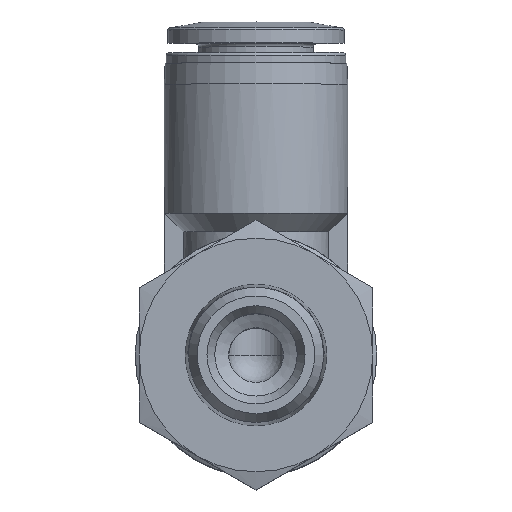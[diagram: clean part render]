
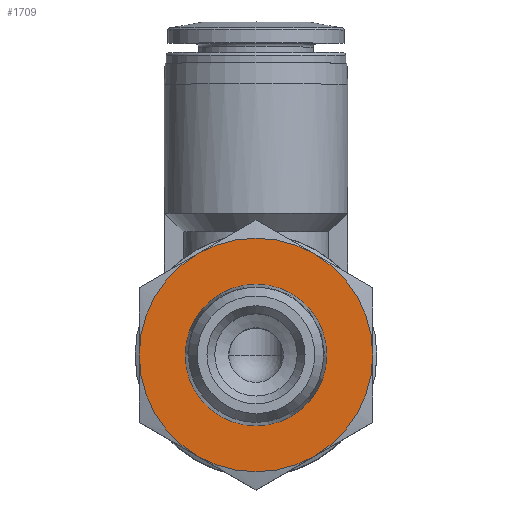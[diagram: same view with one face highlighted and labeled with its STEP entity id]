
A CAD part, top view. The second image highlights one B-rep face of the part: STEP entity #1709.
In plain terms, the highlighted planar face has unit normal (0, 0, 1).
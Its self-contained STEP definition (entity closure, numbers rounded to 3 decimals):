
#37=PLANE('',#1845);
#205=CIRCLE('',#1834,6.73);
#206=CIRCLE('',#1836,11.11);
#207=CIRCLE('',#1838,11.11);
#208=CIRCLE('',#1840,11.11);
#209=CIRCLE('',#1842,11.11);
#210=CIRCLE('',#1844,11.11);
#211=CIRCLE('',#1846,11.11);
#398=ORIENTED_EDGE('',*,*,#625,.F.);
#399=ORIENTED_EDGE('',*,*,#624,.F.);
#400=ORIENTED_EDGE('',*,*,#623,.F.);
#401=ORIENTED_EDGE('',*,*,#626,.F.);
#402=ORIENTED_EDGE('',*,*,#622,.F.);
#403=ORIENTED_EDGE('',*,*,#621,.F.);
#404=ORIENTED_EDGE('',*,*,#620,.F.);
#620=EDGE_CURVE('',#740,#740,#205,.T.);
#621=EDGE_CURVE('',#731,#733,#206,.T.);
#622=EDGE_CURVE('',#733,#735,#207,.T.);
#623=EDGE_CURVE('',#736,#727,#208,.T.);
#624=EDGE_CURVE('',#727,#729,#209,.T.);
#625=EDGE_CURVE('',#729,#731,#210,.T.);
#626=EDGE_CURVE('',#735,#736,#211,.T.);
#727=VERTEX_POINT('',#2556);
#729=VERTEX_POINT('',#2568);
#731=VERTEX_POINT('',#2580);
#733=VERTEX_POINT('',#2592);
#735=VERTEX_POINT('',#2604);
#736=VERTEX_POINT('',#2614);
#740=VERTEX_POINT('',#2629);
#832=EDGE_LOOP('',(#398,#399,#400,#401,#402,#403));
#833=EDGE_LOOP('',(#404));
#969=FACE_BOUND('',#832,.T.);
#970=FACE_BOUND('',#833,.T.);
#1709=ADVANCED_FACE('',(#969,#970),#37,.F.);
#1834=AXIS2_PLACEMENT_3D('',#2628,#2089,#2090);
#1836=AXIS2_PLACEMENT_3D('',#2631,#2093,#2094);
#1838=AXIS2_PLACEMENT_3D('',#2633,#2097,#2098);
#1840=AXIS2_PLACEMENT_3D('',#2635,#2101,#2102);
#1842=AXIS2_PLACEMENT_3D('',#2637,#2105,#2106);
#1844=AXIS2_PLACEMENT_3D('',#2639,#2109,#2110);
#1845=AXIS2_PLACEMENT_3D('',#2640,#2111,#2112);
#1846=AXIS2_PLACEMENT_3D('',#2641,#2113,#2114);
#2089=DIRECTION('',(0.,0.,1.));
#2090=DIRECTION('',(1.,0.,0.));
#2093=DIRECTION('',(0.,0.,-1.));
#2094=DIRECTION('',(-1.,0.,0.));
#2097=DIRECTION('',(0.,0.,-1.));
#2098=DIRECTION('',(-1.,0.,0.));
#2101=DIRECTION('',(0.,0.,-1.));
#2102=DIRECTION('',(-1.,0.,0.));
#2105=DIRECTION('',(0.,0.,-1.));
#2106=DIRECTION('',(-1.,0.,0.));
#2109=DIRECTION('',(0.,0.,-1.));
#2110=DIRECTION('',(-1.,0.,0.));
#2111=DIRECTION('',(0.,0.,-1.));
#2112=DIRECTION('',(-1.,0.,0.));
#2113=DIRECTION('',(0.,0.,-1.));
#2114=DIRECTION('',(-1.,0.,0.));
#2556=CARTESIAN_POINT('',(-11.11,0.,0.));
#2568=CARTESIAN_POINT('',(-5.555,9.622,0.));
#2580=CARTESIAN_POINT('',(5.555,9.622,0.));
#2592=CARTESIAN_POINT('',(11.11,0.,0.));
#2604=CARTESIAN_POINT('',(5.555,-9.622,0.));
#2614=CARTESIAN_POINT('',(-5.555,-9.622,0.));
#2628=CARTESIAN_POINT('',(0.,0.,0.));
#2629=CARTESIAN_POINT('',(6.73,0.,0.));
#2631=CARTESIAN_POINT('',(0.,0.,0.));
#2633=CARTESIAN_POINT('',(0.,0.,0.));
#2635=CARTESIAN_POINT('',(0.,0.,0.));
#2637=CARTESIAN_POINT('',(0.,0.,0.));
#2639=CARTESIAN_POINT('',(0.,0.,0.));
#2640=CARTESIAN_POINT('',(0.,0.,0.));
#2641=CARTESIAN_POINT('',(0.,0.,0.));
